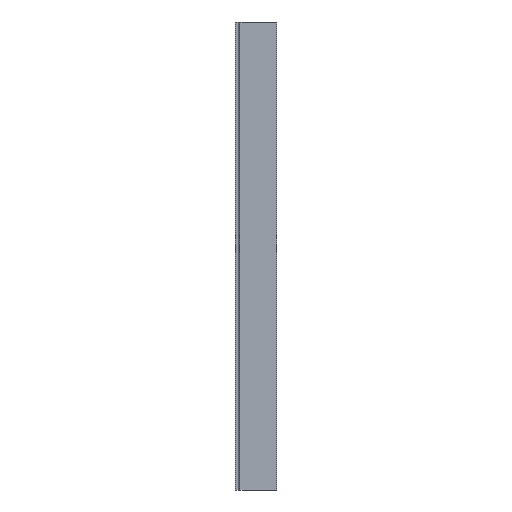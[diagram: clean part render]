
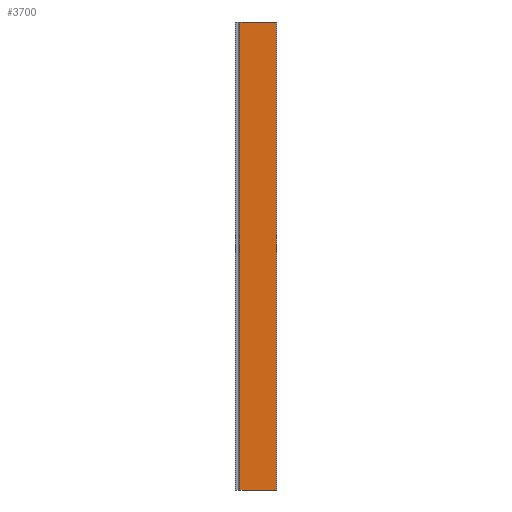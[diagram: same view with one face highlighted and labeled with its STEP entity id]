
A CAD part, left-side view. The second image highlights one B-rep face of the part: STEP entity #3700.
In plain terms, the highlighted planar face has unit normal (-1, -0.012, 0).
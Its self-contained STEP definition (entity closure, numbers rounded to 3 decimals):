
#18=DIRECTION('',(0.012,-1.,0.));
#19=VECTOR('',#18,18.351);
#20=CARTESIAN_POINT('',(-27.023,9.5,-118.));
#21=LINE('',#20,#19);
#731=DIRECTION('',(0.012,-1.,0.));
#732=VECTOR('',#731,18.351);
#733=CARTESIAN_POINT('',(-27.023,9.5,118.));
#734=LINE('',#733,#732);
#1392=DIRECTION('',(0.,0.,1.));
#1393=VECTOR('',#1392,236.);
#1394=CARTESIAN_POINT('',(-26.799,-8.85,-118.));
#1395=LINE('',#1394,#1393);
#1396=DIRECTION('',(0.,0.,1.));
#1397=VECTOR('',#1396,236.);
#1398=CARTESIAN_POINT('',(-27.023,9.5,-118.));
#1399=LINE('',#1398,#1397);
#1440=CARTESIAN_POINT('',(-27.023,9.5,-118.));
#1441=CARTESIAN_POINT('',(-26.799,-8.85,-118.));
#1442=VERTEX_POINT('',#1440);
#1443=VERTEX_POINT('',#1441);
#1604=CARTESIAN_POINT('',(-27.023,9.5,118.));
#1605=CARTESIAN_POINT('',(-26.799,-8.85,118.));
#1606=VERTEX_POINT('',#1604);
#1607=VERTEX_POINT('',#1605);
#3689=CARTESIAN_POINT('',(-27.023,9.5,-118.));
#3690=DIRECTION('',(-1.,-0.012,0.));
#3691=DIRECTION('',(0.012,-1.,0.));
#3692=AXIS2_PLACEMENT_3D('',#3689,#3690,#3691);
#3693=PLANE('',#3692);
#3694=ORIENTED_EDGE('',*,*,#1891,.F.);
#3695=ORIENTED_EDGE('',*,*,#2128,.T.);
#3696=ORIENTED_EDGE('',*,*,#2294,.T.);
#3697=ORIENTED_EDGE('',*,*,#3682,.F.);
#3698=EDGE_LOOP('',(#3694,#3695,#3696,#3697));
#3699=FACE_OUTER_BOUND('',#3698,.F.);
#3700=ADVANCED_FACE('',(#3699),#3693,.T.);
#1891=EDGE_CURVE('',#1442,#1443,#21,.T.);
#2128=EDGE_CURVE('',#1442,#1606,#1399,.T.);
#2294=EDGE_CURVE('',#1606,#1607,#734,.T.);
#3682=EDGE_CURVE('',#1443,#1607,#1395,.T.);
